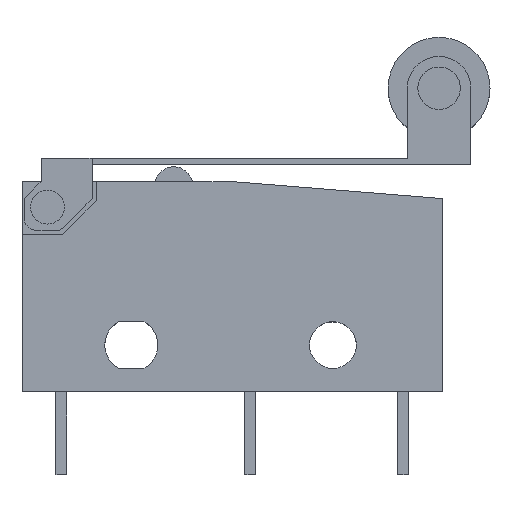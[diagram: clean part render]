
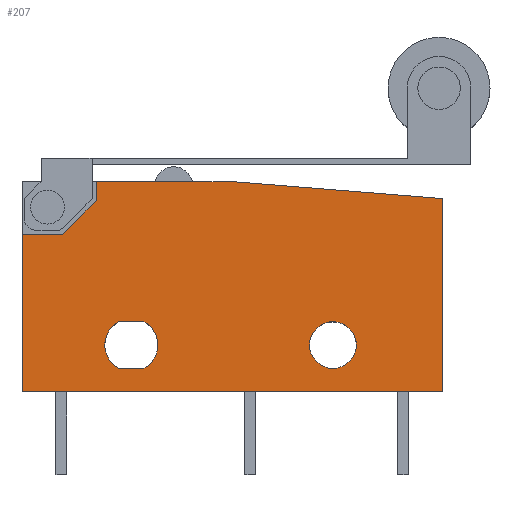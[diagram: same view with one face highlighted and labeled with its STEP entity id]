
A CAD part, top view. The second image highlights one B-rep face of the part: STEP entity #207.
In plain terms, the highlighted planar face has unit normal (0, 0, 1).
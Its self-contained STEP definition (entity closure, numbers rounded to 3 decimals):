
#207=ADVANCED_FACE('',(#458,#459,#460),#461,.T.);
#458=FACE_OUTER_BOUND('',#752,.T.);
#459=FACE_BOUND('',#753,.T.);
#460=FACE_BOUND('',#754,.T.);
#461=PLANE('',#755);
#752=EDGE_LOOP('',(#1292,#1293,#1294,#1295,#1296,#1297,#1298,#1299));
#753=EDGE_LOOP('',(#1300,#1301,#1302,#1303,#1304,#1305));
#754=EDGE_LOOP('',(#1306,#1307));
#755=AXIS2_PLACEMENT_3D('',#1308,#1309,#1310);
#1292=ORIENTED_EDGE('',*,*,#1828,.T.);
#1293=ORIENTED_EDGE('',*,*,#1845,.F.);
#1294=ORIENTED_EDGE('',*,*,#1869,.F.);
#1295=ORIENTED_EDGE('',*,*,#1866,.F.);
#1296=ORIENTED_EDGE('',*,*,#1863,.F.);
#1297=ORIENTED_EDGE('',*,*,#1848,.F.);
#1298=ORIENTED_EDGE('',*,*,#1838,.T.);
#1299=ORIENTED_EDGE('',*,*,#1842,.T.);
#1300=ORIENTED_EDGE('',*,*,#1857,.T.);
#1301=ORIENTED_EDGE('',*,*,#1714,.T.);
#1302=ORIENTED_EDGE('',*,*,#1859,.T.);
#1303=ORIENTED_EDGE('',*,*,#1851,.T.);
#1304=ORIENTED_EDGE('',*,*,#1855,.T.);
#1305=ORIENTED_EDGE('',*,*,#1721,.T.);
#1306=ORIENTED_EDGE('',*,*,#1709,.T.);
#1307=ORIENTED_EDGE('',*,*,#1861,.T.);
#1308=CARTESIAN_POINT('',(-0.132,4.823,3.2));
#1309=DIRECTION('',(0.0,0.0,1.0));
#1310=DIRECTION('',(1.0,0.0,0.0));
#1709=EDGE_CURVE('',#2031,#2028,#2032,.T.);
#1714=EDGE_CURVE('',#2040,#2037,#2041,.T.);
#1721=EDGE_CURVE('',#2047,#2051,#2053,.T.);
#1828=EDGE_CURVE('',#2211,#2212,#2213,.T.);
#1838=EDGE_CURVE('',#2228,#2229,#2230,.T.);
#1842=EDGE_CURVE('',#2229,#2211,#2234,.T.);
#1845=EDGE_CURVE('',#2236,#2212,#2238,.T.);
#1848=EDGE_CURVE('',#2228,#2241,#2242,.T.);
#1851=EDGE_CURVE('',#2245,#2246,#2247,.T.);
#1855=EDGE_CURVE('',#2246,#2047,#2251,.T.);
#1857=EDGE_CURVE('',#2051,#2040,#2253,.T.);
#1859=EDGE_CURVE('',#2037,#2245,#2255,.T.);
#1861=EDGE_CURVE('',#2028,#2031,#2257,.T.);
#1863=EDGE_CURVE('',#2241,#2259,#2260,.T.);
#1866=EDGE_CURVE('',#2259,#2263,#2264,.T.);
#1869=EDGE_CURVE('',#2263,#2236,#2267,.T.);
#2028=VERTEX_POINT('',#2502);
#2031=VERTEX_POINT('',#2506);
#2032=CIRCLE('',#2507,1.1);
#2037=VERTEX_POINT('',#2513);
#2040=VERTEX_POINT('',#2517);
#2041=CIRCLE('',#2518,1.25);
#2047=VERTEX_POINT('',#2525);
#2051=VERTEX_POINT('',#2530);
#2053=CIRCLE('',#2533,1.25);
#2211=VERTEX_POINT('',#2754);
#2212=VERTEX_POINT('',#2755);
#2213=LINE('',#2756,#2757);
#2228=VERTEX_POINT('',#2779);
#2229=VERTEX_POINT('',#2780);
#2230=LINE('',#2781,#2782);
#2234=LINE('',#2788,#2789);
#2236=VERTEX_POINT('',#2791);
#2238=LINE('',#2794,#2795);
#2241=VERTEX_POINT('',#2799);
#2242=LINE('',#2800,#2801);
#2245=VERTEX_POINT('',#2805);
#2246=VERTEX_POINT('',#2806);
#2247=LINE('',#2807,#2808);
#2251=CIRCLE('',#2814,1.25);
#2253=LINE('',#2816,#2817);
#2255=CIRCLE('',#2819,1.25);
#2257=CIRCLE('',#2821,1.1);
#2259=VERTEX_POINT('',#2823);
#2260=LINE('',#2824,#2825);
#2263=VERTEX_POINT('',#2829);
#2264=LINE('',#2830,#2831);
#2267=LINE('',#2835,#2836);
#2502=CARTESIAN_POINT('',(5.85,2.2,3.2));
#2506=CARTESIAN_POINT('',(3.65,2.2,3.2));
#2507=AXIS2_PLACEMENT_3D('',#3151,#3152,#3153);
#2513=CARTESIAN_POINT('',(-3.5,2.2,3.2));
#2517=CARTESIAN_POINT('',(-4.156,3.3,3.2));
#2518=AXIS2_PLACEMENT_3D('',#3159,#3160,#3161);
#2525=CARTESIAN_POINT('',(-6.0,2.2,3.2));
#2530=CARTESIAN_POINT('',(-5.344,3.3,3.2));
#2533=AXIS2_PLACEMENT_3D('',#3171,#3172,#3173);
#2754=CARTESIAN_POINT('',(-8.,7.4,3.2));
#2755=CARTESIAN_POINT('',(-9.9,7.4,3.2));
#2756=CARTESIAN_POINT('',(-4.801,7.4,3.2));
#2757=VECTOR('',#3276,1.0);
#2779=CARTESIAN_POINT('',(-6.4,9.9,3.2));
#2780=CARTESIAN_POINT('',(-6.4,9.0,3.2));
#2781=CARTESIAN_POINT('',(-6.4,7.702,3.2));
#2782=VECTOR('',#3284,1.0);
#2788=CARTESIAN_POINT('',(-6.277,9.123,3.2));
#2789=VECTOR('',#3287,1.0);
#2791=CARTESIAN_POINT('',(-9.9,0.0,3.2));
#2794=CARTESIAN_POINT('',(-9.9,0.0,3.2));
#2795=VECTOR('',#3289,1.0);
#2799=CARTESIAN_POINT('',(0.,9.9,3.2));
#2800=CARTESIAN_POINT('',(-9.9,9.9,3.2));
#2801=VECTOR('',#3291,1.0);
#2805=CARTESIAN_POINT('',(-4.156,1.1,3.2));
#2806=CARTESIAN_POINT('',(-5.344,1.1,3.2));
#2807=CARTESIAN_POINT('',(-2.816,1.1,3.2));
#2808=VECTOR('',#3293,1.0);
#2814=AXIS2_PLACEMENT_3D('',#3296,#3297,#3298);
#2816=CARTESIAN_POINT('',(-2.816,3.3,3.2));
#2817=VECTOR('',#3299,1.0);
#2819=AXIS2_PLACEMENT_3D('',#3300,#3301,#3302);
#2821=AXIS2_PLACEMENT_3D('',#3303,#3304,#3305);
#2823=CARTESIAN_POINT('',(9.9,9.1,3.2));
#2824=CARTESIAN_POINT('',(9.9,9.1,3.2));
#2825=VECTOR('',#3306,1.0);
#2829=CARTESIAN_POINT('',(9.9,0.0,3.2));
#2830=CARTESIAN_POINT('',(9.9,0.0,3.2));
#2831=VECTOR('',#3308,1.0);
#2835=CARTESIAN_POINT('',(-9.9,0.0,3.2));
#2836=VECTOR('',#3310,1.0);
#3151=CARTESIAN_POINT('',(4.75,2.2,3.2));
#3152=DIRECTION('',(0.0,0.0,-1.0));
#3153=DIRECTION('',(1.0,0.0,0.0));
#3159=CARTESIAN_POINT('',(-4.75,2.2,3.2));
#3160=DIRECTION('',(0.0,0.0,-1.0));
#3161=DIRECTION('',(1.0,0.0,0.0));
#3171=CARTESIAN_POINT('',(-4.75,2.2,3.2));
#3172=DIRECTION('',(0.0,0.0,-1.0));
#3173=DIRECTION('',(1.0,0.0,0.0));
#3276=DIRECTION('',(-1.0,0.,0.0));
#3284=DIRECTION('',(0.,-1.0,0.0));
#3287=DIRECTION('',(-0.707,-0.707,0.0));
#3289=DIRECTION('',(0.0,1.0,0.0));
#3291=DIRECTION('',(1.0,0.0,0.0));
#3293=DIRECTION('',(-1.0,0.0,0.0));
#3296=CARTESIAN_POINT('',(-4.75,2.2,3.2));
#3297=DIRECTION('',(0.0,0.0,-1.0));
#3298=DIRECTION('',(1.0,0.0,0.0));
#3299=DIRECTION('',(1.0,0.0,-0.0));
#3300=CARTESIAN_POINT('',(-4.75,2.2,3.2));
#3301=DIRECTION('',(0.0,0.0,-1.0));
#3302=DIRECTION('',(1.0,0.0,0.0));
#3303=CARTESIAN_POINT('',(4.75,2.2,3.2));
#3304=DIRECTION('',(0.0,0.0,-1.0));
#3305=DIRECTION('',(1.0,0.0,0.0));
#3306=DIRECTION('',(0.997,-0.081,0.0));
#3308=DIRECTION('',(-0.0,-1.0,-0.0));
#3310=DIRECTION('',(-1.0,-0.0,-0.0));
